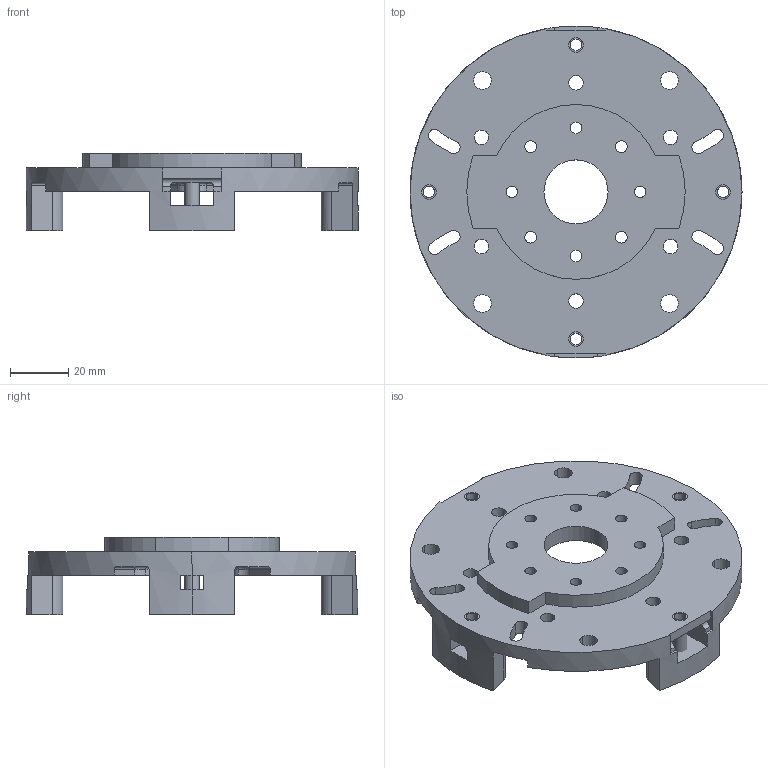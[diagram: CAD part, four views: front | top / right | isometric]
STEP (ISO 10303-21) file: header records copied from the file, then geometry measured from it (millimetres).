
FILE_DESCRIPTION((''),'2;1');
FILE_NAME('OBMP-TCU-1180','2023-10-09T18:05:41',('ccha425'),('Department of Mechanical Engineering, The University of Auckland'),'CREO PARAMETRIC BY PTC INC, 2017260','CREO PARAMETRIC BY PTC INC, 2017260','');
FILE_SCHEMA(('CONFIG_CONTROL_DESIGN'));
Length unit declared in the file: millimetre
Products named in the file (1): OBMP-TCU-1180
Bounding box: 114 x 113.9 x 26.5 mm (x, y, z)
Volume: 87503 mm3; surface area: 35072.9 mm2
Topology: 1 solids, 5 shells, 294 faces, 832 edges, 530 vertices
Faces by surface type: cylinder 168, plane 76, torus 34, cone 16
Entity records: 9977 total; most frequent: CARTESIAN_POINT 1865, DIRECTION 1824, ORIENTED_EDGE 1648, EDGE_CURVE 832, AXIS2_PLACEMENT_3D 729, VERTEX_POINT 530, CIRCLE 434, VECTOR 366
